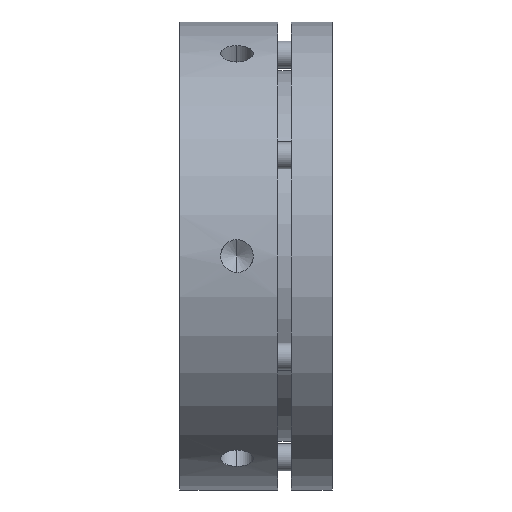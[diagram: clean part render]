
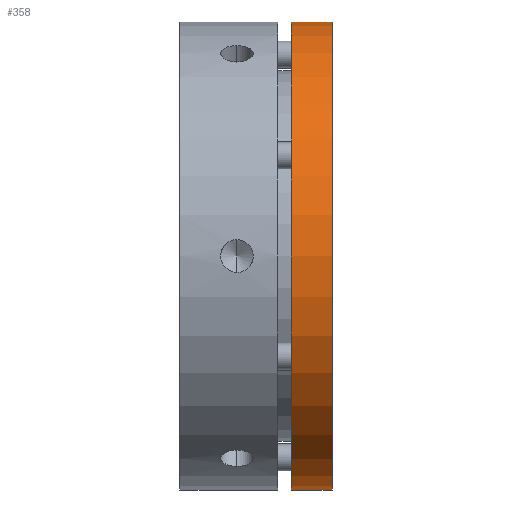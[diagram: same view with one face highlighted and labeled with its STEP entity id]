
A CAD part, front view. The second image highlights one B-rep face of the part: STEP entity #358.
In plain terms, the highlighted cylindrical face has radius 43 mm (diameter 86 mm), a partial arc.
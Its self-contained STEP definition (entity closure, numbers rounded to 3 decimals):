
#191 = EDGE_LOOP ( 'NONE', ( #3913, #3914, #3915, #3916 ) ) ;
#358 = ADVANCED_FACE ( 'NONE', ( #1748 ), #1752, .T. ) ;
#562 = EDGE_CURVE ( 'NONE', #4273, #4276, #2104, .T. ) ;
#564 = EDGE_CURVE ( 'NONE', #4270, #4277, #2109, .T. ) ;
#654 = EDGE_CURVE ( 'NONE', #4277, #4276, #2238, .T. ) ;
#944 = DIRECTION ( 'NONE',  ( 0., 0., -1. ) ) ;
#950 = DIRECTION ( 'NONE',  ( 1., 0., 0. ) ) ;
#952 = CARTESIAN_POINT ( 'NONE',  ( 14., 0., 0. ) ) ;
#1748 = FACE_OUTER_BOUND ( 'NONE', #191, .T. ) ;
#1752 = CYLINDRICAL_SURFACE ( 'NONE', #4621, 43. ) ;
#2104 = LINE ( 'NONE', #2767, #2108 ) ;
#2108 = VECTOR ( 'NONE', #2764, 1000. ) ;
#2109 = LINE ( 'NONE', #2765, #2111 ) ;
#2111 = VECTOR ( 'NONE', #2766, 1000. ) ;
#2238 = CIRCLE ( 'NONE', #2567, 43. ) ;
#2249 = CIRCLE ( 'NONE', #2575, 43. ) ;
#2567 = AXIS2_PLACEMENT_3D ( 'NONE', #3003, #3004, #3005 ) ;
#2575 = AXIS2_PLACEMENT_3D ( 'NONE', #3227, #3228, #3229 ) ;
#2764 = DIRECTION ( 'NONE',  ( 1., 0., 0. ) ) ;
#2765 = CARTESIAN_POINT ( 'NONE',  ( 14., 0., -43. ) ) ;
#2766 = DIRECTION ( 'NONE',  ( 1., 0., 0. ) ) ;
#2767 = CARTESIAN_POINT ( 'NONE',  ( 14., 0., 43. ) ) ;
#3003 = CARTESIAN_POINT ( 'NONE',  ( 28., 0., 0. ) ) ;
#3004 = DIRECTION ( 'NONE',  ( -1., 0., 0. ) ) ;
#3005 = DIRECTION ( 'NONE',  ( 0., 0., -1. ) ) ;
#3158 = CARTESIAN_POINT ( 'NONE',  ( 20.5, 0., -43. ) ) ;
#3161 = CARTESIAN_POINT ( 'NONE',  ( 20.5, 0., 43. ) ) ;
#3164 = CARTESIAN_POINT ( 'NONE',  ( 28., 0., 43. ) ) ;
#3165 = CARTESIAN_POINT ( 'NONE',  ( 28., 0., -43. ) ) ;
#3227 = CARTESIAN_POINT ( 'NONE',  ( 20.5, 0., 0. ) ) ;
#3228 = DIRECTION ( 'NONE',  ( 1., 0., 0. ) ) ;
#3229 = DIRECTION ( 'NONE',  ( 0., 0., -1. ) ) ;
#3913 = ORIENTED_EDGE ( 'NONE', *, *, #562, .F. ) ;
#3914 = ORIENTED_EDGE ( 'NONE', *, *, #4483, .T. ) ;
#3915 = ORIENTED_EDGE ( 'NONE', *, *, #564, .T. ) ;
#3916 = ORIENTED_EDGE ( 'NONE', *, *, #654, .T. ) ;
#4270 = VERTEX_POINT ( 'NONE', #3158 ) ;
#4273 = VERTEX_POINT ( 'NONE', #3161 ) ;
#4276 = VERTEX_POINT ( 'NONE', #3164 ) ;
#4277 = VERTEX_POINT ( 'NONE', #3165 ) ;
#4483 = EDGE_CURVE ( 'NONE', #4273, #4270, #2249, .T. ) ;
#4621 = AXIS2_PLACEMENT_3D ( 'NONE', #952, #950, #944 ) ;
